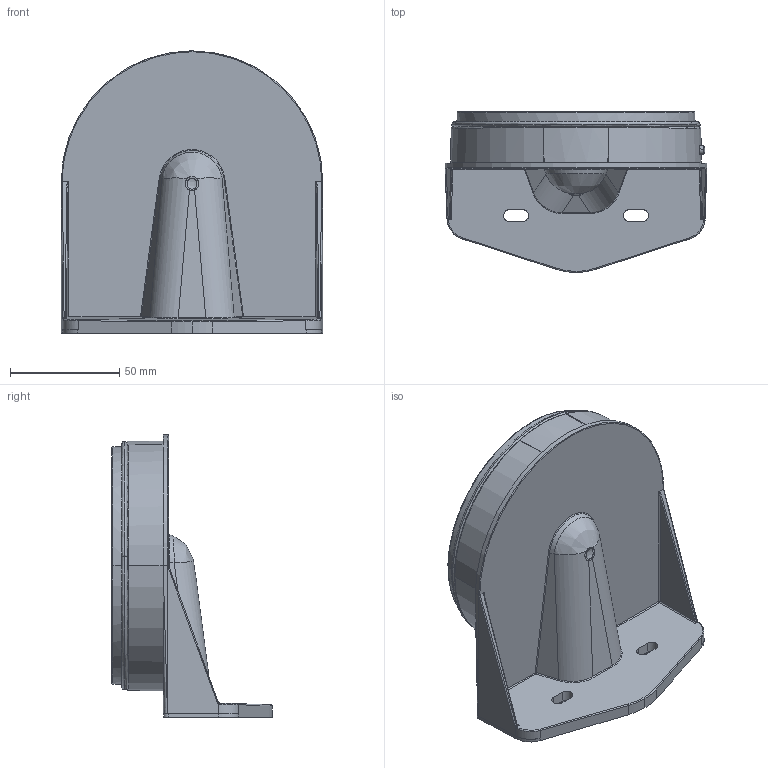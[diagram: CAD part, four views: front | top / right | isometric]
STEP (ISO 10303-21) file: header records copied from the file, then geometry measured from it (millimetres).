
FILE_DESCRIPTION (( 'STEP AP203' ), '1' );
FILE_NAME ('26270007.step', '2020-08-20T17:44:29', ( '' ), ( '' ), 'SwSTEP 2.0', 'SolidWorks 2019', '' );
FILE_SCHEMA (( 'CONFIG_CONTROL_DESIGN' ));
Length unit declared in the file: inch
Products named in the file (1): 26270007
Bounding box: 119.99 x 73.5 x 129.42 mm (x, y, z)
Volume: 114912.9 mm3; surface area: 67612 mm2
Topology: 1 solids, 1 shells, 234 faces, 622 edges, 379 vertices
Faces by surface type: bspline 106, cylinder 56, plane 53, cone 19
Entity records: 14139 total; most frequent: CARTESIAN_POINT 9265, ORIENTED_EDGE 1212, DIRECTION 653, EDGE_CURVE 606, VERTEX_POINT 379, B_SPLINE_CURVE_WITH_KNOTS 294, EDGE_LOOP 249, ADVANCED_FACE 234
